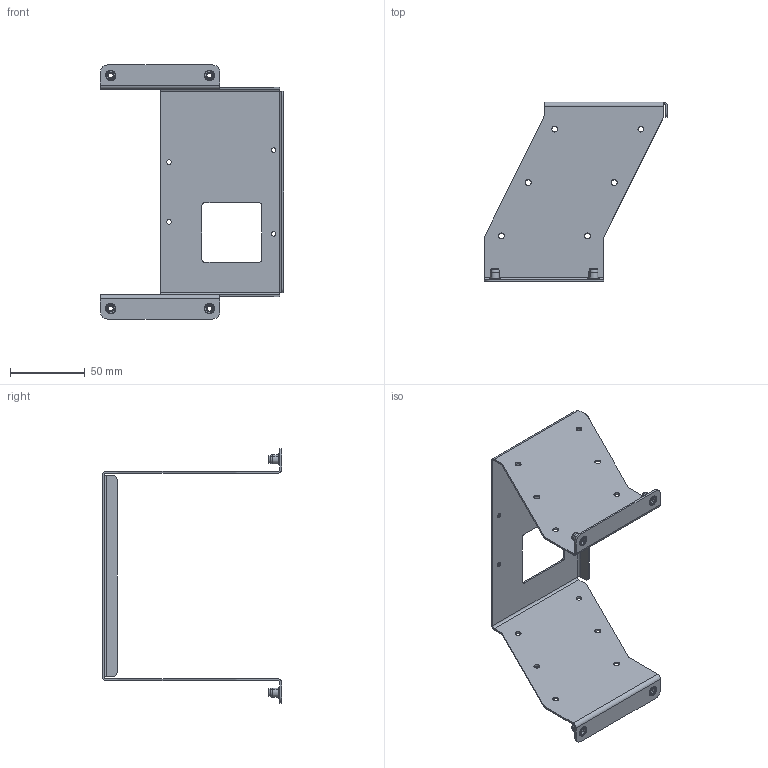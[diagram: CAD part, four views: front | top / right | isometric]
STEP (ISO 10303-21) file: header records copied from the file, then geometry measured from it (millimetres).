
FILE_DESCRIPTION (( 'STEP AP203' ), '1' );
FILE_NAME ('MMP.07.00.00.000 Lidar support assembly.STEP', '2023-02-14T10:56:45', ( '' ), ( '' ), 'SwSTEP 2.0', 'SolidWorks 2017', '' );
FILE_SCHEMA (( 'CONFIG_CONTROL_DESIGN' ));
Length unit declared in the file: millimetre
Products named in the file (3): MMP.07.00.00.000 Lidar support assembly; MMP.07.00.00.001 Lidar support_�� 㬮�砭��; Ãàéêà êëåïàëüíàÿ Ì4_0,5-2 óì. ïîòàé, ñòàëü_ãáâ. ­  1,2 ¬¬
Assembly tree (5 placements, depth 2):
  MMP.07.00.00.000 Lidar support assembly
    MMP.07.00.00.001 Lidar support_�� 㬮�砭��
    Ãàéêà êëåïàëüíàÿ Ì4_0,5-2 óì. ïîòàé, ñòàëü_ãáâ. ­  1,2 ¬¬  x4
Bounding box: 122.7 x 120 x 170 mm (x, y, z)
Volume: 38801 mm3; surface area: 66694.8 mm2
Topology: 5 solids, 5 shells, 224 faces, 518 edges, 316 vertices
Faces by surface type: cylinder 100, plane 68, torus 32, cone 24
Entity records: 4759 total; most frequent: DIRECTION 834, CARTESIAN_POINT 727, ORIENTED_EDGE 712, EDGE_CURVE 356, AXIS2_PLACEMENT_3D 327, VERTEX_POINT 220, EDGE_LOOP 190, LINE 180
